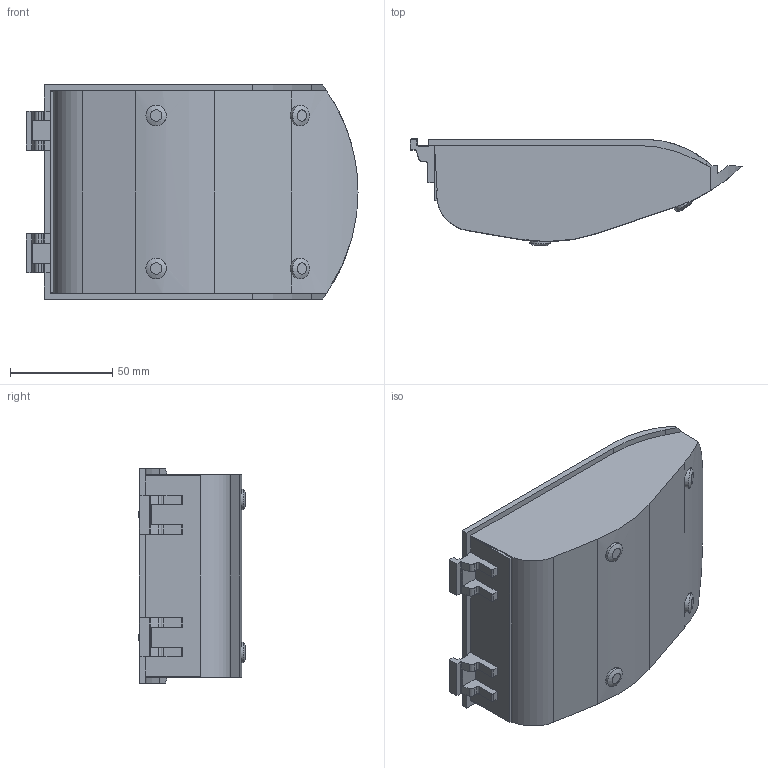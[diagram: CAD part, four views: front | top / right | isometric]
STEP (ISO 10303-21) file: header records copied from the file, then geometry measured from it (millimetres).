
FILE_DESCRIPTION(('STEP AP203'),'1');
FILE_NAME('ERGO08E2185.stp','2024-03-25T13:25:13',(' '),(' '),'Spatial InterOp 3D',' ',' ');
FILE_SCHEMA(('CONFIG_CONTROL_DESIGN'));
Length unit declared in the file: millimetre
Products named in the file (1): Bac 8 105x130 ESD, noir semblable RAL 9005
Bounding box: 162.5 x 52.5 x 105 mm (x, y, z)
Volume: 110228.1 mm3; surface area: 63271.2 mm2
Topology: 1 solids, 1 shells, 151 faces, 436 edges, 289 vertices
Faces by surface type: plane 104, cylinder 43, bspline 4
Full cylindrical faces by diameter (mm): 3 x2, 10 x2
Entity records: 5418 total; most frequent: CARTESIAN_POINT 1299, ORIENTED_EDGE 848, DIRECTION 800, EDGE_CURVE 424, LINE 312, VECTOR 312, VERTEX_POINT 285, AXIS2_PLACEMENT_3D 244
